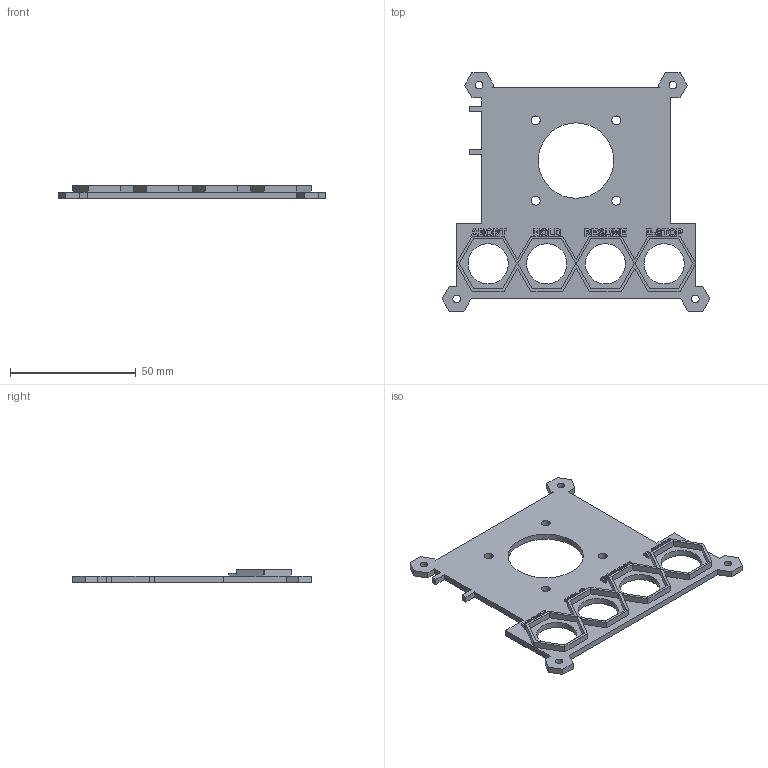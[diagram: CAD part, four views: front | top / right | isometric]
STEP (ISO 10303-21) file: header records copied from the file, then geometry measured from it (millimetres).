
FILE_DESCRIPTION(/* description */ (''),/* implementation_level */ '2;1');
FILE_NAME(/* name */ 'Case Top.step',/* time_stamp */ '2018-02-10T14:46:50-05:00',/* author */ ('oliver.lewis.art'),/* organization */ (''),/* preprocessor_version */ 'ST-DEVELOPER v16.13',/* originating_system */ 'Autodesk Translation Framework v6.5.0.72',/* authorisation */ '');
FILE_SCHEMA (('AUTOMOTIVE_DESIGN { 1 0 10303 214 3 1 1 }'));
Length unit declared in the file: millimetre
Products named in the file (1): Case Top
Bounding box: 106.55 x 95 x 5 mm (x, y, z)
Volume: 14828.7 mm3; surface area: 14983.2 mm2
Topology: 1 solids, 1 shells, 498 faces, 1410 edges, 940 vertices
Faces by surface type: plane 276, bspline 209, cylinder 13
Full cylindrical faces by diameter (mm): 3 x4, 3.5 x4, 16 x4, 30 x1
Entity records: 18023 total; most frequent: CARTESIAN_POINT 6454, ORIENTED_EDGE 2820, DIRECTION 1586, EDGE_CURVE 1410, LINE 954, VECTOR 954, VERTEX_POINT 940, EDGE_LOOP 550
